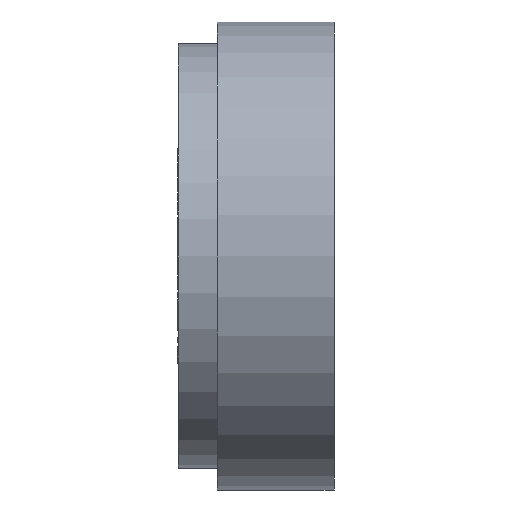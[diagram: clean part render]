
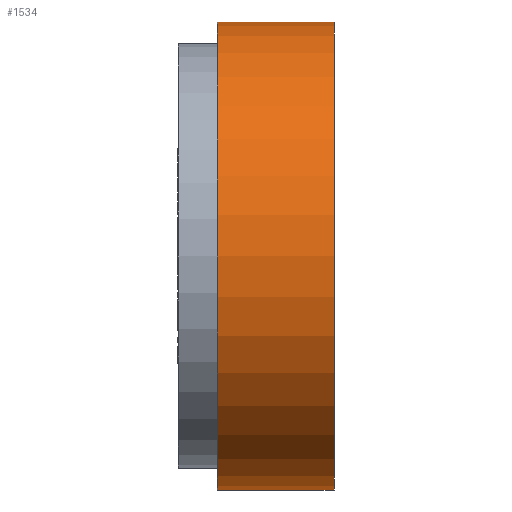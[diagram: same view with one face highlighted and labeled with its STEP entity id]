
A CAD part, front view. The second image highlights one B-rep face of the part: STEP entity #1534.
In plain terms, the highlighted cylindrical face has radius 38.1 mm (diameter 76.2 mm), a full revolution.
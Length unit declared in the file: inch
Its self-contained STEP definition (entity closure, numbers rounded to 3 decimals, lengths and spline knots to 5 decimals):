
#128 = ORIENTED_EDGE ( 'NONE', *, *, #12440, .T. ) ;
#1534 = ADVANCED_FACE ( 'NONE', ( #6339, #2358 ), #9568, .T. ) ;
#1910 = CARTESIAN_POINT ( 'NONE',  ( 0.625, 0., 0. ) ) ;
#2358 = FACE_OUTER_BOUND ( 'NONE', #11205, .T. ) ;
#2869 = VERTEX_POINT ( 'NONE', #7401 ) ;
#4618 = AXIS2_PLACEMENT_3D ( 'NONE', #1910, #11811, #15335 ) ;
#5245 = ORIENTED_EDGE ( 'NONE', *, *, #14819, .F. ) ;
#5703 = VERTEX_POINT ( 'NONE', #14660 ) ;
#5775 = DIRECTION ( 'NONE',  ( 0., 0., -1. ) ) ;
#6339 = FACE_OUTER_BOUND ( 'NONE', #11375, .T. ) ;
#7401 = CARTESIAN_POINT ( 'NONE',  ( 0.25, 0., -1.5 ) ) ;
#7645 = CARTESIAN_POINT ( 'NONE',  ( 0.25, 0., 0. ) ) ;
#8211 = AXIS2_PLACEMENT_3D ( 'NONE', #7645, #13725, #11399 ) ;
#9538 = CIRCLE ( 'NONE', #10583, 1.5 ) ;
#9568 = CYLINDRICAL_SURFACE ( 'NONE', #4618, 1.5 ) ;
#10583 = AXIS2_PLACEMENT_3D ( 'NONE', #14277, #15398, #5775 ) ;
#10691 = CIRCLE ( 'NONE', #8211, 1.5 ) ;
#11205 = EDGE_LOOP ( 'NONE', ( #5245 ) ) ;
#11375 = EDGE_LOOP ( 'NONE', ( #128 ) ) ;
#11399 = DIRECTION ( 'NONE',  ( 0., 0., -1. ) ) ;
#11811 = DIRECTION ( 'NONE',  ( 1., 0., 0. ) ) ;
#12440 = EDGE_CURVE ( 'NONE', #2869, #2869, #10691, .T. ) ;
#13725 = DIRECTION ( 'NONE',  ( 1., 0., 0. ) ) ;
#14277 = CARTESIAN_POINT ( 'NONE',  ( 1., 0., 0. ) ) ;
#14660 = CARTESIAN_POINT ( 'NONE',  ( 1., 0., -1.5 ) ) ;
#14819 = EDGE_CURVE ( 'NONE', #5703, #5703, #9538, .T. ) ;
#15335 = DIRECTION ( 'NONE',  ( 0., 1., 0. ) ) ;
#15398 = DIRECTION ( 'NONE',  ( 1., 0., 0. ) ) ;
